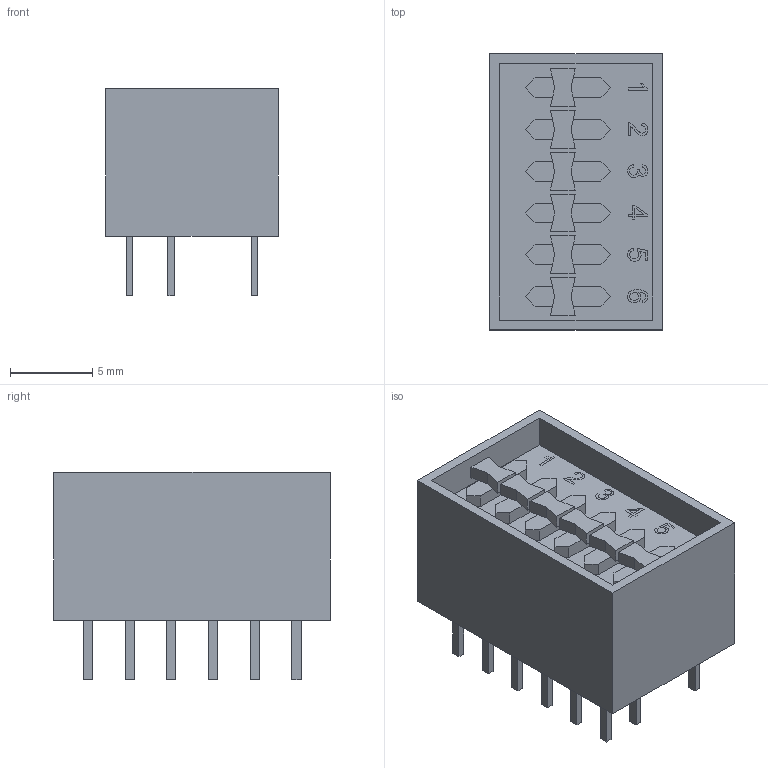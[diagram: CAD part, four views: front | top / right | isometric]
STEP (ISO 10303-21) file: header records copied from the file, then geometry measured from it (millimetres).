
FILE_DESCRIPTION((''),'2;1');
FILE_NAME('SW_ERG_SCS-6-023.stp','2014-01-16T13:27:11',(''),(''),'Mechanical Desktop 2011','Mechanical Desktop 2011',', , ');
FILE_SCHEMA(('AUTOMOTIVE_DESIGN { 1 2 10303 214 1 1 1 1 }'));
Length unit declared in the file: millimetre
Products named in the file (1): Product
Bounding box: 10.5 x 16.8 x 12.6 mm (x, y, z)
Volume: 1352 mm3; surface area: 1278 mm2
Topology: 37 solids, 37 shells, 859 faces, 2328 edges, 1552 vertices
Faces by surface type: plane 855, cylinder 4
Entity records: 26523 total; most frequent: CARTESIAN_POINT 4740, ORIENTED_EDGE 4656, DIRECTION 4056, EDGE_CURVE 2328, VECTOR 2320, LINE 2320, VERTEX_POINT 1552, EDGE_LOOP 872
